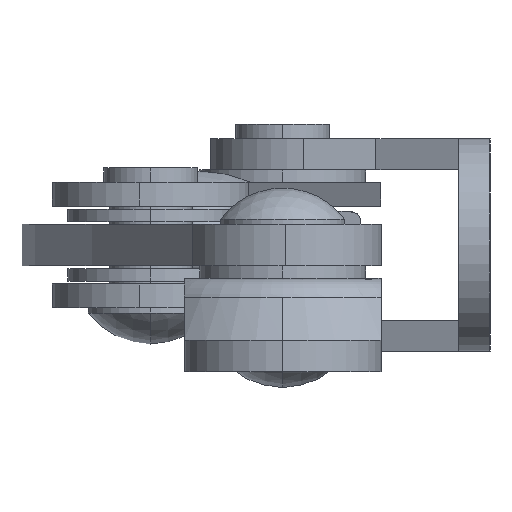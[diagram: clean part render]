
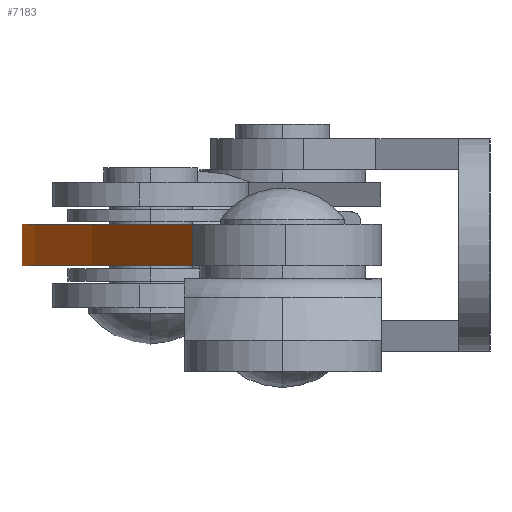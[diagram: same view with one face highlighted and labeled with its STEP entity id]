
A CAD part, left-side view. The second image highlights one B-rep face of the part: STEP entity #7183.
In plain terms, the highlighted cylindrical face has radius 459.5 mm (diameter 919 mm), a partial arc.
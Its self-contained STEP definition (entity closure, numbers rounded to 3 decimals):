
#43 = CARTESIAN_POINT ( 'NONE',  ( 170.781, 22.173, 2. ) ) ;
#236 = DIRECTION ( 'NONE',  ( 0., 0., 1. ) ) ;
#345 = CARTESIAN_POINT ( 'NONE',  ( 117.917, -434.276, 2. ) ) ;
#384 = FACE_OUTER_BOUND ( 'NONE', #4561, .T. ) ;
#735 = VECTOR ( 'NONE', #4483, 1000. ) ;
#817 = CIRCLE ( 'NONE', #7060, 459.5 ) ;
#882 = CARTESIAN_POINT ( 'NONE',  ( 117.917, -434.276, 2. ) ) ;
#988 = CARTESIAN_POINT ( 'NONE',  ( -4.165, 8.71, 2. ) ) ;
#2551 = EDGE_CURVE ( 'NONE', #3011, #3043, #6138, .T. ) ;
#2827 = EDGE_CURVE ( 'NONE', #5197, #3043, #5422, .T. ) ;
#2847 = ORIENTED_EDGE ( 'NONE', *, *, #2827, .T. ) ;
#2947 = DIRECTION ( 'NONE',  ( 1., 0., 0. ) ) ;
#3011 = VERTEX_POINT ( 'NONE', #5807 ) ;
#3043 = VERTEX_POINT ( 'NONE', #7425 ) ;
#3081 = EDGE_CURVE ( 'NONE', #7388, #3011, #817, .T. ) ;
#3615 = EDGE_CURVE ( 'NONE', #7388, #5197, #3749, .T. ) ;
#3749 = LINE ( 'NONE', #7880, #735 ) ;
#3792 = DIRECTION ( 'NONE',  ( 0., 0., -1. ) ) ;
#3857 = DIRECTION ( 'NONE',  ( 1., 0., 0. ) ) ;
#3897 = CARTESIAN_POINT ( 'NONE',  ( 117.917, -434.276, -2. ) ) ;
#4483 = DIRECTION ( 'NONE',  ( 0., 0., -1. ) ) ;
#4561 = EDGE_LOOP ( 'NONE', ( #2847, #7828, #4797, #4631 ) ) ;
#4591 = DIRECTION ( 'NONE',  ( 0., 0., -1. ) ) ;
#4631 = ORIENTED_EDGE ( 'NONE', *, *, #3615, .T. ) ;
#4797 = ORIENTED_EDGE ( 'NONE', *, *, #3081, .F. ) ;
#5197 = VERTEX_POINT ( 'NONE', #7431 ) ;
#5269 = AXIS2_PLACEMENT_3D ( 'NONE', #882, #4591, #7767 ) ;
#5422 = CIRCLE ( 'NONE', #6968, 459.5 ) ;
#5500 = DIRECTION ( 'NONE',  ( 0., 0., 1. ) ) ;
#5807 = CARTESIAN_POINT ( 'NONE',  ( -4.165, 8.71, 2. ) ) ;
#6138 = LINE ( 'NONE', #988, #7358 ) ;
#6968 = AXIS2_PLACEMENT_3D ( 'NONE', #3897, #5500, #2947 ) ;
#7060 = AXIS2_PLACEMENT_3D ( 'NONE', #345, #236, #3857 ) ;
#7183 = ADVANCED_FACE ( 'NONE', ( #384 ), #8608, .T. ) ;
#7358 = VECTOR ( 'NONE', #3792, 1000. ) ;
#7388 = VERTEX_POINT ( 'NONE', #43 ) ;
#7425 = CARTESIAN_POINT ( 'NONE',  ( -4.165, 8.71, -2. ) ) ;
#7431 = CARTESIAN_POINT ( 'NONE',  ( 170.781, 22.173, -2. ) ) ;
#7767 = DIRECTION ( 'NONE',  ( -1., 0., 0. ) ) ;
#7828 = ORIENTED_EDGE ( 'NONE', *, *, #2551, .F. ) ;
#7880 = CARTESIAN_POINT ( 'NONE',  ( 170.781, 22.173, 2. ) ) ;
#8608 = CYLINDRICAL_SURFACE ( 'NONE', #5269, 459.5 ) ;
